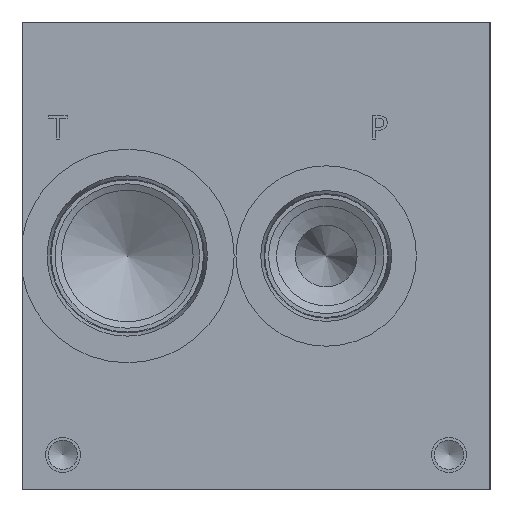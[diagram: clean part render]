
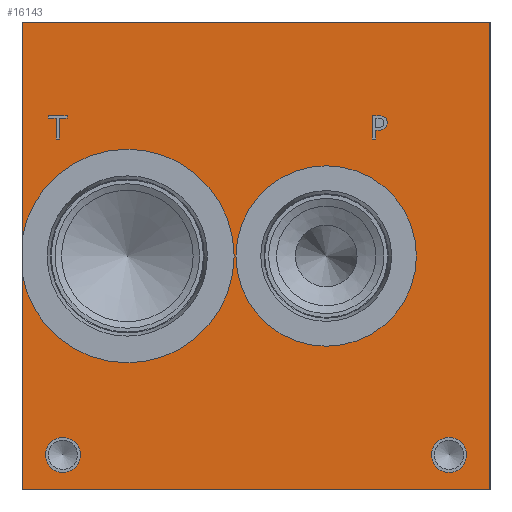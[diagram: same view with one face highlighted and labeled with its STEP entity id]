
A CAD part, left-side view. The second image highlights one B-rep face of the part: STEP entity #16143.
In plain terms, the highlighted planar face has unit normal (-1, 0, 0).
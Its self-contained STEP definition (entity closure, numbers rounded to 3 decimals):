
#468=CIRCLE('',#16860,28.981);
#469=CIRCLE('',#16861,24.486);
#470=CIRCLE('',#16862,24.486);
#471=CIRCLE('',#16863,4.763);
#472=CIRCLE('',#16864,4.763);
#473=CIRCLE('',#16865,4.763);
#474=CIRCLE('',#16866,4.763);
#1305=B_SPLINE_CURVE_WITH_KNOTS('',2,(#26647,#26648,#26649,#26650),
 .UNSPECIFIED.,.F.,.F.,(3,1,3),(0.,1.,2.),.UNSPECIFIED.);
#1307=B_SPLINE_CURVE_WITH_KNOTS('',2,(#26668,#26669,#26670,#26671),
 .UNSPECIFIED.,.F.,.F.,(3,1,3),(0.,1.,2.),.UNSPECIFIED.);
#1309=B_SPLINE_CURVE_WITH_KNOTS('',2,(#26717,#26718,#26719,#26720),
 .UNSPECIFIED.,.F.,.F.,(3,1,3),(0.,1.,2.),.UNSPECIFIED.);
#1311=B_SPLINE_CURVE_WITH_KNOTS('',2,(#26735,#26736,#26737,#26738),
 .UNSPECIFIED.,.F.,.F.,(3,1,3),(0.,1.,2.),.UNSPECIFIED.);
#1388=FACE_BOUND('',#2936,.T.);
#1389=FACE_BOUND('',#2937,.T.);
#1390=FACE_BOUND('',#2938,.T.);
#1391=FACE_BOUND('',#2939,.T.);
#1392=FACE_BOUND('',#2940,.T.);
#2011=FACE_OUTER_BOUND('',#2935,.T.);
#2935=EDGE_LOOP('',(#12921,#12922,#12923,#12924,#12925,#12926));
#2936=EDGE_LOOP('',(#12927,#12928));
#2937=EDGE_LOOP('',(#12929,#12930));
#2938=EDGE_LOOP('',(#12931,#12932));
#2939=EDGE_LOOP('',(#12933,#12934,#12935,#12936,#12937,#12938,#12939,#12940));
#2940=EDGE_LOOP('',(#12941,#12942,#12943,#12944,#12945,#12946,#12947,#12948,
#12949));
#3407=LINE('',#21516,#4818);
#4425=LINE('',#26680,#5836);
#4428=LINE('',#26686,#5839);
#4431=LINE('',#26692,#5842);
#4434=LINE('',#26698,#5845);
#4437=LINE('',#26704,#5848);
#4441=LINE('',#26749,#5852);
#4442=LINE('',#26750,#5853);
#4443=LINE('',#26752,#5854);
#4444=LINE('',#26753,#5855);
#4445=LINE('',#26768,#5856);
#4446=LINE('',#26770,#5857);
#4447=LINE('',#26772,#5858);
#4448=LINE('',#26774,#5859);
#4449=LINE('',#26776,#5860);
#4450=LINE('',#26778,#5861);
#4451=LINE('',#26780,#5862);
#4452=LINE('',#26781,#5863);
#4818=VECTOR('',#17737,10.);
#5836=VECTOR('',#19445,10.);
#5839=VECTOR('',#19450,10.);
#5842=VECTOR('',#19455,10.);
#5845=VECTOR('',#19460,10.);
#5848=VECTOR('',#19465,10.);
#5852=VECTOR('',#19475,10.);
#5853=VECTOR('',#19476,10.);
#5854=VECTOR('',#19477,10.);
#5855=VECTOR('',#19478,10.);
#5856=VECTOR('',#19491,10.);
#5857=VECTOR('',#19492,10.);
#5858=VECTOR('',#19493,10.);
#5859=VECTOR('',#19494,10.);
#5860=VECTOR('',#19495,10.);
#5861=VECTOR('',#19496,10.);
#5862=VECTOR('',#19497,10.);
#5863=VECTOR('',#19498,10.);
#6215=VERTEX_POINT('',#21509);
#6218=VERTEX_POINT('',#21514);
#7149=VERTEX_POINT('',#26645);
#7150=VERTEX_POINT('',#26646);
#7153=VERTEX_POINT('',#26667);
#7155=VERTEX_POINT('',#26679);
#7157=VERTEX_POINT('',#26685);
#7159=VERTEX_POINT('',#26691);
#7161=VERTEX_POINT('',#26697);
#7163=VERTEX_POINT('',#26703);
#7165=VERTEX_POINT('',#26716);
#7167=VERTEX_POINT('',#26745);
#7168=VERTEX_POINT('',#26746);
#7169=VERTEX_POINT('',#26748);
#7170=VERTEX_POINT('',#26751);
#7171=VERTEX_POINT('',#26754);
#7172=VERTEX_POINT('',#26755);
#7173=VERTEX_POINT('',#26758);
#7174=VERTEX_POINT('',#26759);
#7175=VERTEX_POINT('',#26762);
#7176=VERTEX_POINT('',#26763);
#7177=VERTEX_POINT('',#26766);
#7178=VERTEX_POINT('',#26767);
#7179=VERTEX_POINT('',#26769);
#7180=VERTEX_POINT('',#26771);
#7181=VERTEX_POINT('',#26773);
#7182=VERTEX_POINT('',#26775);
#7183=VERTEX_POINT('',#26777);
#7184=VERTEX_POINT('',#26779);
#7812=EDGE_CURVE('',#6215,#6218,#3407,.T.);
#9199=EDGE_CURVE('',#7149,#7150,#1305,.T.);
#9203=EDGE_CURVE('',#7153,#7149,#1307,.T.);
#9206=EDGE_CURVE('',#7155,#7153,#4425,.T.);
#9209=EDGE_CURVE('',#7157,#7155,#4428,.T.);
#9212=EDGE_CURVE('',#7159,#7157,#4431,.T.);
#9215=EDGE_CURVE('',#7161,#7159,#4434,.T.);
#9218=EDGE_CURVE('',#7163,#7161,#4437,.T.);
#9221=EDGE_CURVE('',#7165,#7163,#1309,.T.);
#9224=EDGE_CURVE('',#7150,#7165,#1311,.T.);
#9226=EDGE_CURVE('',#7167,#7168,#468,.T.);
#9227=EDGE_CURVE('',#7169,#7168,#4441,.T.);
#9228=EDGE_CURVE('',#7169,#6215,#4442,.T.);
#9229=EDGE_CURVE('',#7170,#6218,#4443,.T.);
#9230=EDGE_CURVE('',#7167,#7170,#4444,.T.);
#9231=EDGE_CURVE('',#7171,#7172,#469,.T.);
#9232=EDGE_CURVE('',#7172,#7171,#470,.T.);
#9233=EDGE_CURVE('',#7173,#7174,#471,.T.);
#9234=EDGE_CURVE('',#7174,#7173,#472,.T.);
#9235=EDGE_CURVE('',#7175,#7176,#473,.T.);
#9236=EDGE_CURVE('',#7176,#7175,#474,.T.);
#9237=EDGE_CURVE('',#7177,#7178,#4445,.T.);
#9238=EDGE_CURVE('',#7178,#7179,#4446,.T.);
#9239=EDGE_CURVE('',#7179,#7180,#4447,.T.);
#9240=EDGE_CURVE('',#7180,#7181,#4448,.T.);
#9241=EDGE_CURVE('',#7181,#7182,#4449,.T.);
#9242=EDGE_CURVE('',#7182,#7183,#4450,.T.);
#9243=EDGE_CURVE('',#7183,#7184,#4451,.T.);
#9244=EDGE_CURVE('',#7184,#7177,#4452,.T.);
#12921=ORIENTED_EDGE('',*,*,#9226,.T.);
#12922=ORIENTED_EDGE('',*,*,#9227,.F.);
#12923=ORIENTED_EDGE('',*,*,#9228,.T.);
#12924=ORIENTED_EDGE('',*,*,#7812,.T.);
#12925=ORIENTED_EDGE('',*,*,#9229,.F.);
#12926=ORIENTED_EDGE('',*,*,#9230,.F.);
#12927=ORIENTED_EDGE('',*,*,#9231,.T.);
#12928=ORIENTED_EDGE('',*,*,#9232,.T.);
#12929=ORIENTED_EDGE('',*,*,#9233,.T.);
#12930=ORIENTED_EDGE('',*,*,#9234,.T.);
#12931=ORIENTED_EDGE('',*,*,#9235,.T.);
#12932=ORIENTED_EDGE('',*,*,#9236,.T.);
#12933=ORIENTED_EDGE('',*,*,#9237,.T.);
#12934=ORIENTED_EDGE('',*,*,#9238,.T.);
#12935=ORIENTED_EDGE('',*,*,#9239,.T.);
#12936=ORIENTED_EDGE('',*,*,#9240,.T.);
#12937=ORIENTED_EDGE('',*,*,#9241,.T.);
#12938=ORIENTED_EDGE('',*,*,#9242,.T.);
#12939=ORIENTED_EDGE('',*,*,#9243,.T.);
#12940=ORIENTED_EDGE('',*,*,#9244,.T.);
#12941=ORIENTED_EDGE('',*,*,#9199,.T.);
#12942=ORIENTED_EDGE('',*,*,#9224,.T.);
#12943=ORIENTED_EDGE('',*,*,#9221,.T.);
#12944=ORIENTED_EDGE('',*,*,#9218,.T.);
#12945=ORIENTED_EDGE('',*,*,#9215,.T.);
#12946=ORIENTED_EDGE('',*,*,#9212,.T.);
#12947=ORIENTED_EDGE('',*,*,#9209,.T.);
#12948=ORIENTED_EDGE('',*,*,#9206,.T.);
#12949=ORIENTED_EDGE('',*,*,#9203,.T.);
#14991=PLANE('',#16859);
#16143=ADVANCED_FACE('',(#2011,#1388,#1389,#1390,#1391,#1392),#14991,.T.);
#16859=AXIS2_PLACEMENT_3D('',#26744,#19471,#19472);
#16860=AXIS2_PLACEMENT_3D('',#26747,#19473,#19474);
#16861=AXIS2_PLACEMENT_3D('',#26756,#19479,#19480);
#16862=AXIS2_PLACEMENT_3D('',#26757,#19481,#19482);
#16863=AXIS2_PLACEMENT_3D('',#26760,#19483,#19484);
#16864=AXIS2_PLACEMENT_3D('',#26761,#19485,#19486);
#16865=AXIS2_PLACEMENT_3D('',#26764,#19487,#19488);
#16866=AXIS2_PLACEMENT_3D('',#26765,#19489,#19490);
#17737=DIRECTION('',(0.,0.,1.));
#19445=DIRECTION('',(0.,-1.,0.));
#19450=DIRECTION('',(0.,0.,1.));
#19455=DIRECTION('',(0.,1.,0.));
#19460=DIRECTION('',(0.,0.,-1.));
#19465=DIRECTION('',(0.,1.,0.));
#19471=DIRECTION('center_axis',(-1.,0.,0.));
#19472=DIRECTION('ref_axis',(0.,-1.,0.));
#19473=DIRECTION('center_axis',(1.,0.,0.));
#19474=DIRECTION('ref_axis',(0.,0.,1.));
#19475=DIRECTION('',(0.,0.,1.));
#19476=DIRECTION('',(0.,-1.,0.));
#19477=DIRECTION('',(0.,-1.,0.));
#19478=DIRECTION('',(0.,0.,1.));
#19479=DIRECTION('center_axis',(1.,0.,0.));
#19480=DIRECTION('ref_axis',(0.,1.,0.));
#19481=DIRECTION('center_axis',(1.,0.,0.));
#19482=DIRECTION('ref_axis',(0.,1.,0.));
#19483=DIRECTION('center_axis',(1.,0.,0.));
#19484=DIRECTION('ref_axis',(0.,1.,0.));
#19485=DIRECTION('center_axis',(1.,0.,0.));
#19486=DIRECTION('ref_axis',(0.,1.,0.));
#19487=DIRECTION('center_axis',(1.,0.,0.));
#19488=DIRECTION('ref_axis',(0.,1.,0.));
#19489=DIRECTION('center_axis',(1.,0.,0.));
#19490=DIRECTION('ref_axis',(0.,1.,0.));
#19491=DIRECTION('',(0.,1.,0.));
#19492=DIRECTION('',(0.,0.,1.));
#19493=DIRECTION('',(0.,1.,0.));
#19494=DIRECTION('',(0.,0.,1.));
#19495=DIRECTION('',(0.,-1.,0.));
#19496=DIRECTION('',(0.,0.,-1.));
#19497=DIRECTION('',(0.,1.,0.));
#19498=DIRECTION('',(0.,0.,-1.));
#21509=CARTESIAN_POINT('',(0.,0.,0.));
#21514=CARTESIAN_POINT('',(0.,0.,127.));
#21516=CARTESIAN_POINT('',(0.,0.,0.));
#26645=CARTESIAN_POINT('',(0.,28.643,101.204));
#26646=CARTESIAN_POINT('',(0.,27.887,99.686));
#26647=CARTESIAN_POINT('Ctrl Pts',(0.,28.643,101.204));
#26648=CARTESIAN_POINT('Ctrl Pts',(0.,28.288,100.962));
#26649=CARTESIAN_POINT('Ctrl Pts',(0.,27.887,100.216));
#26650=CARTESIAN_POINT('Ctrl Pts',(0.,27.887,99.686));
#26667=CARTESIAN_POINT('',(0.,30.305,101.6));
#26668=CARTESIAN_POINT('Ctrl Pts',(0.,30.305,101.6));
#26669=CARTESIAN_POINT('Ctrl Pts',(0.,29.739,101.6));
#26670=CARTESIAN_POINT('Ctrl Pts',(0.,28.947,101.415));
#26671=CARTESIAN_POINT('Ctrl Pts',(0.,28.643,101.204));
#26679=CARTESIAN_POINT('',(0.,31.901,101.6));
#26680=CARTESIAN_POINT('',(0.,79.45,101.6));
#26685=CARTESIAN_POINT('',(0.,31.901,95.25));
#26686=CARTESIAN_POINT('',(0.,31.901,47.625));
#26691=CARTESIAN_POINT('',(0.,31.057,95.25));
#26692=CARTESIAN_POINT('',(0.,79.028,95.25));
#26697=CARTESIAN_POINT('',(0.,31.057,97.617));
#26698=CARTESIAN_POINT('',(0.,31.057,48.809));
#26703=CARTESIAN_POINT('',(0.,30.341,97.617));
#26704=CARTESIAN_POINT('',(0.,78.671,97.617));
#26716=CARTESIAN_POINT('',(0.,28.442,98.276));
#26717=CARTESIAN_POINT('Ctrl Pts',(0.,28.442,98.276));
#26718=CARTESIAN_POINT('Ctrl Pts',(0.,28.772,97.952));
#26719=CARTESIAN_POINT('Ctrl Pts',(0.,29.662,97.617));
#26720=CARTESIAN_POINT('Ctrl Pts',(0.,30.341,97.617));
#26735=CARTESIAN_POINT('Ctrl Pts',(0.,27.887,99.686));
#26736=CARTESIAN_POINT('Ctrl Pts',(0.,27.887,99.274));
#26737=CARTESIAN_POINT('Ctrl Pts',(0.,28.18,98.533));
#26738=CARTESIAN_POINT('Ctrl Pts',(0.,28.442,98.276));
#26744=CARTESIAN_POINT('Origin',(0.,127.,0.));
#26745=CARTESIAN_POINT('',(0.,127.,68.336));
#26746=CARTESIAN_POINT('',(0.,127.,58.664));
#26747=CARTESIAN_POINT('Origin',(0.,98.425,63.5));
#26748=CARTESIAN_POINT('',(0.,127.,0.));
#26749=CARTESIAN_POINT('',(0.,127.,0.));
#26750=CARTESIAN_POINT('',(0.,127.,0.));
#26751=CARTESIAN_POINT('',(0.,127.,127.));
#26752=CARTESIAN_POINT('',(0.,127.,127.));
#26753=CARTESIAN_POINT('',(0.,127.,0.));
#26754=CARTESIAN_POINT('',(0.,68.936,63.5));
#26755=CARTESIAN_POINT('',(0.,19.964,63.5));
#26756=CARTESIAN_POINT('Origin',(0.,44.45,63.5));
#26757=CARTESIAN_POINT('Origin',(0.,44.45,63.5));
#26758=CARTESIAN_POINT('',(0.,120.663,9.525));
#26759=CARTESIAN_POINT('',(0.,111.138,9.525));
#26760=CARTESIAN_POINT('Origin',(0.,115.9,9.525));
#26761=CARTESIAN_POINT('Origin',(0.,115.9,9.525));
#26762=CARTESIAN_POINT('',(0.,15.888,9.525));
#26763=CARTESIAN_POINT('',(0.,6.363,9.525));
#26764=CARTESIAN_POINT('Origin',(0.,11.125,9.525));
#26765=CARTESIAN_POINT('Origin',(0.,11.125,9.525));
#26766=CARTESIAN_POINT('',(0.,116.887,95.25));
#26767=CARTESIAN_POINT('',(0.,117.731,95.25));
#26768=CARTESIAN_POINT('',(0.,121.944,95.25));
#26769=CARTESIAN_POINT('',(0.,117.731,100.849));
#26770=CARTESIAN_POINT('',(0.,117.731,47.625));
#26771=CARTESIAN_POINT('',(0.,119.861,100.849));
#26772=CARTESIAN_POINT('',(0.,122.366,100.849));
#26773=CARTESIAN_POINT('',(0.,119.861,101.6));
#26774=CARTESIAN_POINT('',(0.,119.861,50.424));
#26775=CARTESIAN_POINT('',(0.,114.757,101.6));
#26776=CARTESIAN_POINT('',(0.,123.431,101.6));
#26777=CARTESIAN_POINT('',(0.,114.757,100.849));
#26778=CARTESIAN_POINT('',(0.,114.757,50.8));
#26779=CARTESIAN_POINT('',(0.,116.887,100.849));
#26780=CARTESIAN_POINT('',(0.,120.878,100.849));
#26781=CARTESIAN_POINT('',(0.,116.887,50.424));
